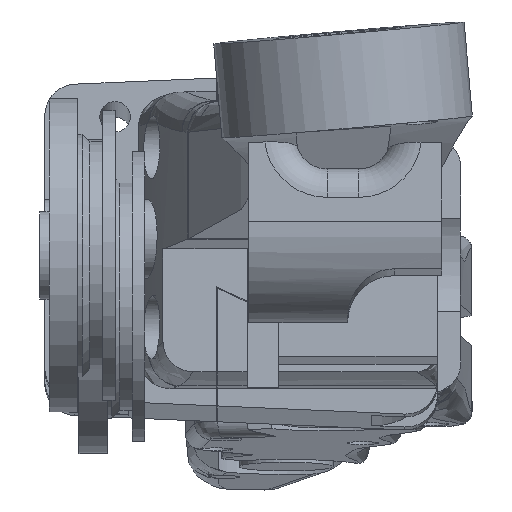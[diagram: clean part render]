
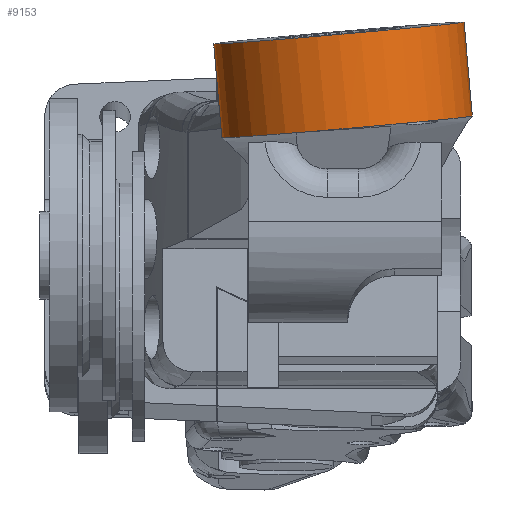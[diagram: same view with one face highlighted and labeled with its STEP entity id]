
A CAD part, left-side view. The second image highlights one B-rep face of the part: STEP entity #9153.
In plain terms, the highlighted cylindrical face has radius 8 mm (diameter 16 mm), a full revolution.
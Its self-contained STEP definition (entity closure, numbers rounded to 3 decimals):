
#785=FACE_OUTER_BOUND('',#1318,.T.);
#1318=EDGE_LOOP('',(#7099,#7100,#7101,#7102,#7103,#7104,#7105,#7106,#7107));
#2175=LINE('',#16136,#2876);
#2176=LINE('',#16244,#2877);
#2215=LINE('',#16424,#2916);
#2216=LINE('',#16428,#2917);
#2876=VECTOR('',#11447,2.471);
#2877=VECTOR('',#11448,5.);
#2916=VECTOR('',#11535,8.);
#2917=VECTOR('',#11540,2.529);
#3497=CIRCLE('',#9956,8.);
#3498=CIRCLE('',#9957,8.);
#3499=CIRCLE('',#9958,8.);
#3500=CIRCLE('',#9959,8.);
#4085=VERTEX_POINT('',#16126);
#4086=VERTEX_POINT('',#16135);
#4088=VERTEX_POINT('',#16242);
#4089=VERTEX_POINT('',#16243);
#4139=VERTEX_POINT('',#16421);
#4140=VERTEX_POINT('',#16423);
#4141=VERTEX_POINT('',#16426);
#5156=EDGE_CURVE('',#4086,#4085,#2175,.T.);
#5159=EDGE_CURVE('',#4088,#4089,#2176,.T.);
#5219=EDGE_CURVE('',#4139,#4139,#3497,.T.);
#5220=EDGE_CURVE('',#4139,#4140,#2215,.T.);
#5221=EDGE_CURVE('',#4140,#4088,#3498,.T.);
#5222=EDGE_CURVE('',#4089,#4141,#3499,.T.);
#5223=EDGE_CURVE('',#4141,#4086,#2216,.T.);
#5224=EDGE_CURVE('',#4085,#4140,#3500,.T.);
#7099=ORIENTED_EDGE('',*,*,#5219,.F.);
#7100=ORIENTED_EDGE('',*,*,#5220,.T.);
#7101=ORIENTED_EDGE('',*,*,#5221,.T.);
#7102=ORIENTED_EDGE('',*,*,#5159,.T.);
#7103=ORIENTED_EDGE('',*,*,#5222,.T.);
#7104=ORIENTED_EDGE('',*,*,#5223,.T.);
#7105=ORIENTED_EDGE('',*,*,#5156,.T.);
#7106=ORIENTED_EDGE('',*,*,#5224,.T.);
#7107=ORIENTED_EDGE('',*,*,#5220,.F.);
#8860=CYLINDRICAL_SURFACE('',#9955,8.);
#9153=ADVANCED_FACE('',(#785),#8860,.T.);
#9955=AXIS2_PLACEMENT_3D('',#16420,#11531,#11532);
#9956=AXIS2_PLACEMENT_3D('',#16422,#11533,#11534);
#9957=AXIS2_PLACEMENT_3D('',#16425,#11536,#11537);
#9958=AXIS2_PLACEMENT_3D('',#16427,#11538,#11539);
#9959=AXIS2_PLACEMENT_3D('',#16429,#11541,#11542);
#11447=DIRECTION('',(0.103,-0.087,0.991));
#11448=DIRECTION('',(-0.103,0.087,-0.991));
#11531=DIRECTION('center_axis',(0.103,-0.087,0.991));
#11532=DIRECTION('ref_axis',(0.995,0.,-0.103));
#11533=DIRECTION('center_axis',(0.103,-0.087,0.991));
#11534=DIRECTION('ref_axis',(0.995,0.,-0.103));
#11535=DIRECTION('',(-0.103,0.087,-0.991));
#11536=DIRECTION('center_axis',(0.103,-0.087,0.991));
#11537=DIRECTION('ref_axis',(0.995,0.,-0.103));
#11538=DIRECTION('center_axis',(0.103,-0.087,0.991));
#11539=DIRECTION('ref_axis',(0.995,0.,-0.103));
#11540=DIRECTION('',(0.103,-0.087,0.991));
#11541=DIRECTION('center_axis',(0.103,-0.087,0.991));
#11542=DIRECTION('ref_axis',(0.995,0.,-0.103));
#16126=CARTESIAN_POINT('',(88.104,11.295,6.053));
#16135=CARTESIAN_POINT('',(87.85,11.509,3.604));
#16136=CARTESIAN_POINT('',(87.85,11.509,3.604));
#16242=CARTESIAN_POINT('',(88.104,-4.644,4.658));
#16243=CARTESIAN_POINT('',(87.59,-4.211,-0.296));
#16244=CARTESIAN_POINT('',(88.104,-4.644,4.658));
#16420=CARTESIAN_POINT('Origin',(87.59,3.759,0.401));
#16421=CARTESIAN_POINT('',(80.249,3.239,7.172));
#16422=CARTESIAN_POINT('Origin',(88.206,3.239,6.346));
#16423=CARTESIAN_POINT('',(80.146,3.325,6.181));
#16424=CARTESIAN_POINT('',(79.632,3.759,1.226));
#16425=CARTESIAN_POINT('Origin',(88.104,3.325,5.355));
#16426=CARTESIAN_POINT('',(87.59,11.728,1.098));
#16427=CARTESIAN_POINT('Origin',(87.59,3.759,0.401));
#16428=CARTESIAN_POINT('',(87.59,11.728,1.098));
#16429=CARTESIAN_POINT('Origin',(88.104,3.325,5.355));
